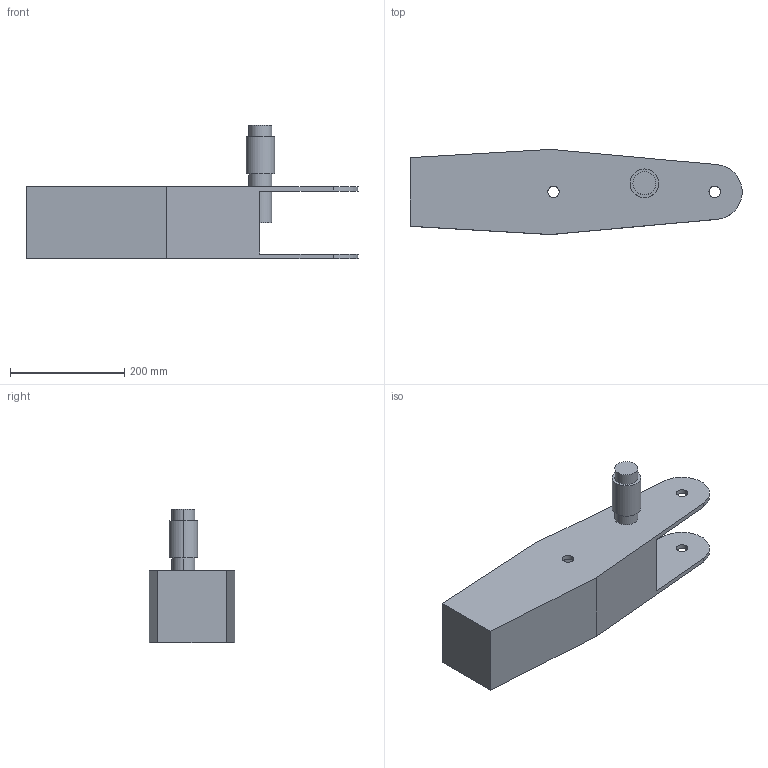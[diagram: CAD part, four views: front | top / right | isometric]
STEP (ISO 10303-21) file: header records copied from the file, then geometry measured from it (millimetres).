
FILE_DESCRIPTION (( 'STEP AP203' ), '1' );
FILE_NAME ('bras_Défaut_sldprt.STEP', '2017-05-18T16:02:23', ( '' ), ( '' ), 'SwSTEP 2.0', 'SolidWorks 2016', '' );
FILE_SCHEMA (( 'CONFIG_CONTROL_DESIGN' ));
Length unit declared in the file: millimetre
Products named in the file (1): bras_Défaut_sldprt
Bounding box: 580.82 x 149 x 233 mm (x, y, z)
Volume: 2061098.6 mm3; surface area: 542999 mm2
Topology: 1 solids, 1 shells, 42 faces, 105 edges, 70 vertices
Faces by surface type: plane 23, cylinder 19
Entity records: 1356 total; most frequent: DIRECTION 229, CARTESIAN_POINT 218, ORIENTED_EDGE 210, EDGE_CURVE 105, AXIS2_PLACEMENT_3D 81, VERTEX_POINT 70, LINE 67, VECTOR 67
